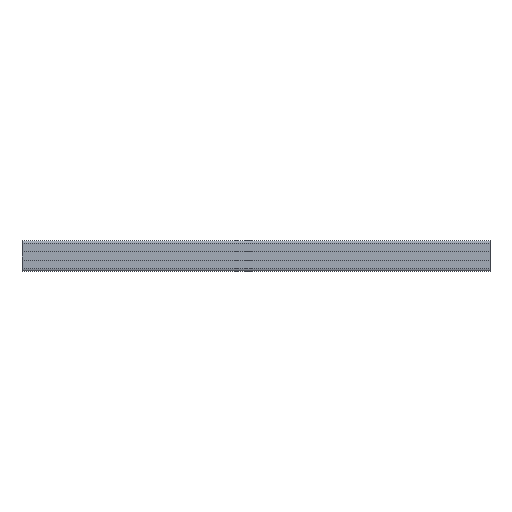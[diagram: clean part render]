
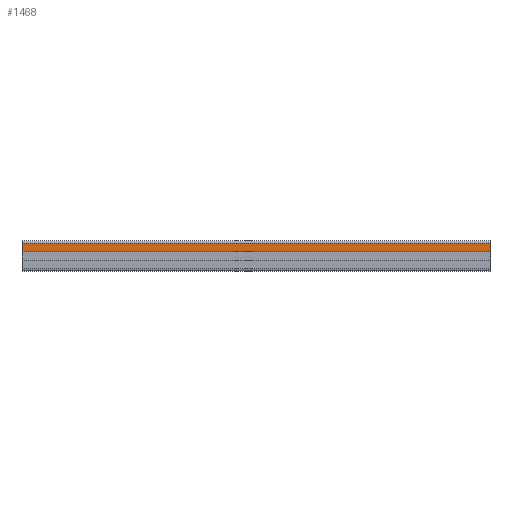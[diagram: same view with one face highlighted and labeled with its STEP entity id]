
A CAD part, top view. The second image highlights one B-rep face of the part: STEP entity #1468.
In plain terms, the highlighted planar face has unit normal (0, 0, 1).
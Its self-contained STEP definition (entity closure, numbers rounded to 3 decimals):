
#85 = CARTESIAN_POINT ( 'NONE',  ( 460., 12.5, 15. ) ) ;
#118 = LINE ( 'NONE', #2092, #794 ) ;
#179 = VERTEX_POINT ( 'NONE', #352 ) ;
#221 = ORIENTED_EDGE ( 'NONE', *, *, #2075, .F. ) ;
#257 = CARTESIAN_POINT ( 'NONE',  ( 460., 4.07, 15. ) ) ;
#258 = DIRECTION ( 'NONE',  ( -1., 0., 0. ) ) ;
#268 = FACE_OUTER_BOUND ( 'NONE', #269, .T. ) ;
#269 = EDGE_LOOP ( 'NONE', ( #733, #221, #1191, #2279 ) ) ;
#293 = VERTEX_POINT ( 'NONE', #257 ) ;
#311 = VECTOR ( 'NONE', #1200, 1000. ) ;
#313 = DIRECTION ( 'NONE',  ( -1., 0., 0. ) ) ;
#352 = CARTESIAN_POINT ( 'NONE',  ( 0., 12.5, 15. ) ) ;
#389 = VECTOR ( 'NONE', #1483, 1000. ) ;
#418 = PLANE ( 'NONE',  #750 ) ;
#486 = CARTESIAN_POINT ( 'NONE',  ( 0., 4.07, 15. ) ) ;
#587 = LINE ( 'NONE', #85, #389 ) ;
#604 = VERTEX_POINT ( 'NONE', #1518 ) ;
#664 = LINE ( 'NONE', #486, #311 ) ;
#733 = ORIENTED_EDGE ( 'NONE', *, *, #1678, .T. ) ;
#750 = AXIS2_PLACEMENT_3D ( 'NONE', #1331, #994, #258 ) ;
#794 = VECTOR ( 'NONE', #313, 1000. ) ;
#883 = VERTEX_POINT ( 'NONE', #1411 ) ;
#954 = DIRECTION ( 'NONE',  ( 0., -1., 0. ) ) ;
#994 = DIRECTION ( 'NONE',  ( 0., 0., -1. ) ) ;
#1152 = LINE ( 'NONE', #2200, #1436 ) ;
#1191 = ORIENTED_EDGE ( 'NONE', *, *, #1916, .F. ) ;
#1200 = DIRECTION ( 'NONE',  ( 0., -1., 0. ) ) ;
#1331 = CARTESIAN_POINT ( 'NONE',  ( 460., 4.07, 15. ) ) ;
#1411 = CARTESIAN_POINT ( 'NONE',  ( 0., 4.07, 15. ) ) ;
#1436 = VECTOR ( 'NONE', #954, 1000. ) ;
#1468 = ADVANCED_FACE ( 'NONE', ( #268 ), #418, .F. ) ;
#1483 = DIRECTION ( 'NONE',  ( -1., 0., 0. ) ) ;
#1518 = CARTESIAN_POINT ( 'NONE',  ( 460., 12.5, 15. ) ) ;
#1678 = EDGE_CURVE ( 'NONE', #179, #883, #664, .T. ) ;
#1854 = EDGE_CURVE ( 'NONE', #604, #179, #587, .T. ) ;
#1916 = EDGE_CURVE ( 'NONE', #604, #293, #1152, .T. ) ;
#2075 = EDGE_CURVE ( 'NONE', #293, #883, #118, .T. ) ;
#2092 = CARTESIAN_POINT ( 'NONE',  ( 460., 4.07, 15. ) ) ;
#2200 = CARTESIAN_POINT ( 'NONE',  ( 460., 4.07, 15. ) ) ;
#2279 = ORIENTED_EDGE ( 'NONE', *, *, #1854, .T. ) ;
